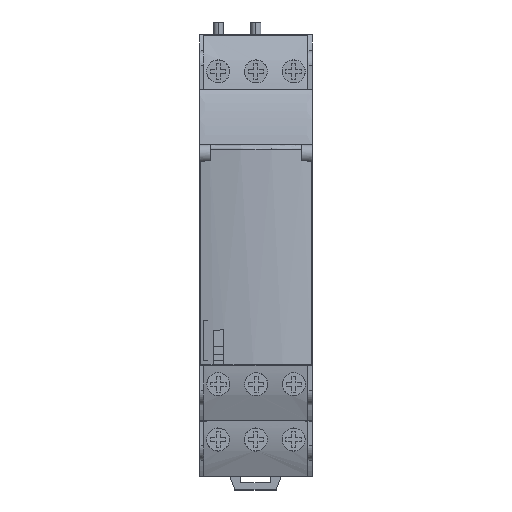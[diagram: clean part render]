
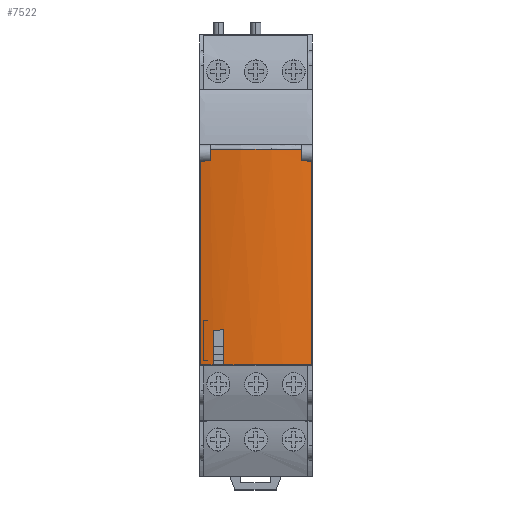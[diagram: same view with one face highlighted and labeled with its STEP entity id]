
A CAD part, top view. The second image highlights one B-rep face of the part: STEP entity #7522.
In plain terms, the highlighted cylindrical face has radius 50.197 mm (diameter 100.394 mm), a partial arc.
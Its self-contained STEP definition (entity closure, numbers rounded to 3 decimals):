
#1566=DIRECTION('',(0.,-1.,0.));
#1567=VECTOR('',#1566,41.441);
#1568=CARTESIAN_POINT('',(0.1,64.093,78.2));
#1569=LINE('',#1568,#1567);
#1578=CARTESIAN_POINT('',(2.075,64.205,78.617));
#1579=CARTESIAN_POINT('',(1.414,64.171,78.491));
#1580=CARTESIAN_POINT('',(0.755,64.134,78.352));
#1581=CARTESIAN_POINT('',(0.1,64.093,78.2));
#1587=CARTESIAN_POINT('',(22.8,64.093,78.2));
#1588=CARTESIAN_POINT('',(22.145,64.134,78.352));
#1589=CARTESIAN_POINT('',(21.486,64.171,78.491));
#1590=CARTESIAN_POINT('',(20.825,64.205,78.617));
#1592=DIRECTION('',(0.,-1.,0.));
#1593=VECTOR('',#1592,0.334);
#1594=CARTESIAN_POINT('',(2.075,64.539,78.617));
#1595=LINE('',#1594,#1593);
#1608=CARTESIAN_POINT('',(11.45,66.5,29.303));
#1609=DIRECTION('',(0.,-1.,0.));
#1610=DIRECTION('',(0.187,0.,0.982));
#1611=AXIS2_PLACEMENT_3D('',#1608,#1609,#1610);
#1613=DIRECTION('',(0.,-1.,0.));
#1614=VECTOR('',#1613,7.1);
#1615=CARTESIAN_POINT('',(4.9,29.752,79.071));
#1616=LINE('',#1615,#1614);
#1617=CARTESIAN_POINT('',(2.7,29.556,78.731));
#1618=CARTESIAN_POINT('',(2.944,29.581,78.775));
#1619=CARTESIAN_POINT('',(3.432,29.629,78.857));
#1620=CARTESIAN_POINT('',(4.166,29.694,78.97));
#1621=CARTESIAN_POINT('',(4.655,29.734,79.039));
#1622=CARTESIAN_POINT('',(4.9,29.752,79.071));
#1624=DIRECTION('',(0.,-1.,0.));
#1625=VECTOR('',#1624,6.904);
#1626=CARTESIAN_POINT('',(2.7,29.556,78.731));
#1627=LINE('',#1626,#1625);
#1628=DIRECTION('',(0.,1.,0.));
#1629=VECTOR('',#1628,1.961);
#1630=CARTESIAN_POINT('',(2.075,64.539,78.617));
#1631=LINE('',#1630,#1629);
#1693=DIRECTION('',(0.,1.,0.));
#1694=VECTOR('',#1693,1.961);
#1695=CARTESIAN_POINT('',(20.825,64.539,78.617));
#1696=LINE('',#1695,#1694);
#1702=DIRECTION('',(0.,-1.,0.));
#1703=VECTOR('',#1702,0.334);
#1704=CARTESIAN_POINT('',(20.825,64.539,78.617));
#1705=LINE('',#1704,#1703);
#1742=DIRECTION('',(0.,-1.,0.));
#1743=VECTOR('',#1742,41.441);
#1744=CARTESIAN_POINT('',(22.8,64.093,78.2));
#1745=LINE('',#1744,#1743);
#1754=CARTESIAN_POINT('',(11.45,22.652,29.303));
#1755=DIRECTION('',(0.,1.,0.));
#1756=DIRECTION('',(-0.13,0.,0.991));
#1757=AXIS2_PLACEMENT_3D('',#1754,#1755,#1756);
#1759=CARTESIAN_POINT('',(11.45,22.652,29.303));
#1760=DIRECTION('',(0.,1.,0.));
#1761=DIRECTION('',(-0.226,0.,0.974));
#1762=AXIS2_PLACEMENT_3D('',#1759,#1760,#1761);
#4562=CARTESIAN_POINT('',(0.1,64.093,78.2));
#4564=VERTEX_POINT('',#4562);
#4567=CARTESIAN_POINT('',(0.1,22.652,78.2));
#4569=VERTEX_POINT('',#4567);
#4570=CARTESIAN_POINT('',(22.8,64.093,78.2));
#4572=VERTEX_POINT('',#4570);
#4575=CARTESIAN_POINT('',(22.8,22.652,78.2));
#4577=VERTEX_POINT('',#4575);
#5380=CARTESIAN_POINT('',(2.075,64.539,78.617));
#5381=CARTESIAN_POINT('',(2.075,64.205,78.617));
#5382=VERTEX_POINT('',#5380);
#5383=VERTEX_POINT('',#5381);
#5384=CARTESIAN_POINT('',(20.825,64.539,78.617));
#5385=CARTESIAN_POINT('',(20.825,64.205,78.617));
#5386=VERTEX_POINT('',#5384);
#5387=VERTEX_POINT('',#5385);
#5392=CARTESIAN_POINT('',(2.7,22.652,78.731));
#5393=VERTEX_POINT('',#5392);
#5394=CARTESIAN_POINT('',(4.9,22.652,79.071));
#5395=VERTEX_POINT('',#5394);
#5402=VERTEX_POINT('',#1617);
#5403=VERTEX_POINT('',#1622);
#5409=CARTESIAN_POINT('',(20.825,66.5,78.617));
#5410=CARTESIAN_POINT('',(2.075,66.5,78.617));
#5411=VERTEX_POINT('',#5409);
#5412=VERTEX_POINT('',#5410);
#7491=CARTESIAN_POINT('',(11.45,22.652,29.303));
#7492=DIRECTION('',(0.,-1.,0.));
#7493=DIRECTION('',(1.,0.,0.));
#7494=AXIS2_PLACEMENT_3D('',#7491,#7492,#7493);
#7495=CYLINDRICAL_SURFACE('',#7494,50.197);
#7497=ORIENTED_EDGE('',*,*,#7496,.F.);
#7499=ORIENTED_EDGE('',*,*,#7498,.F.);
#7501=ORIENTED_EDGE('',*,*,#7500,.T.);
#7502=ORIENTED_EDGE('',*,*,#7459,.F.);
#7504=ORIENTED_EDGE('',*,*,#7503,.T.);
#7506=ORIENTED_EDGE('',*,*,#7505,.F.);
#7508=ORIENTED_EDGE('',*,*,#7507,.F.);
#7510=ORIENTED_EDGE('',*,*,#7509,.F.);
#7512=ORIENTED_EDGE('',*,*,#7511,.T.);
#7514=ORIENTED_EDGE('',*,*,#7513,.F.);
#7515=ORIENTED_EDGE('',*,*,#7423,.F.);
#7516=ORIENTED_EDGE('',*,*,#7440,.F.);
#7517=ORIENTED_EDGE('',*,*,#7469,.F.);
#7519=ORIENTED_EDGE('',*,*,#7518,.T.);
#7520=EDGE_LOOP('',(#7497,#7499,#7501,#7502,#7504,#7506,#7508,#7510,#7512,#7514,
#7515,#7516,#7517,#7519));
#7521=FACE_OUTER_BOUND('',#7520,.F.);
#1582=B_SPLINE_CURVE_WITH_KNOTS('',3,(#1578,#1579,#1580,#1581),.UNSPECIFIED.,
.F.,.F.,(4,4),(0.,1.),.UNSPECIFIED.);
#1591=B_SPLINE_CURVE_WITH_KNOTS('',3,(#1587,#1588,#1589,#1590),.UNSPECIFIED.,
.F.,.F.,(4,4),(0.,1.),.UNSPECIFIED.);
#1612=CIRCLE('',#1611,50.197);
#1623=B_SPLINE_CURVE_WITH_KNOTS('',3,(#1617,#1618,#1619,#1620,#1621,#1622),
.UNSPECIFIED.,.F.,.F.,(4,1,1,4),(0.,0.333,0.667,1.),
.UNSPECIFIED.);
#1758=CIRCLE('',#1757,50.197);
#1763=CIRCLE('',#1762,50.197);
#7423=EDGE_CURVE('',#4564,#4569,#1569,.T.);
#7440=EDGE_CURVE('',#5383,#4564,#1582,.T.);
#7459=EDGE_CURVE('',#4572,#5387,#1591,.T.);
#7469=EDGE_CURVE('',#5382,#5383,#1595,.T.);
#7496=EDGE_CURVE('',#5411,#5412,#1612,.T.);
#7498=EDGE_CURVE('',#5386,#5411,#1696,.T.);
#7500=EDGE_CURVE('',#5386,#5387,#1705,.T.);
#7503=EDGE_CURVE('',#4572,#4577,#1745,.T.);
#7505=EDGE_CURVE('',#5395,#4577,#1758,.T.);
#7507=EDGE_CURVE('',#5403,#5395,#1616,.T.);
#7509=EDGE_CURVE('',#5402,#5403,#1623,.T.);
#7511=EDGE_CURVE('',#5402,#5393,#1627,.T.);
#7513=EDGE_CURVE('',#4569,#5393,#1763,.T.);
#7518=EDGE_CURVE('',#5382,#5412,#1631,.T.);
#7522=ADVANCED_FACE('',(#7521),#7495,.T.);
